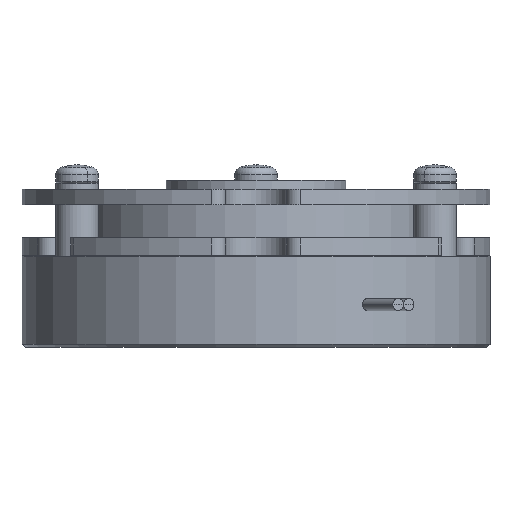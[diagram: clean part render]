
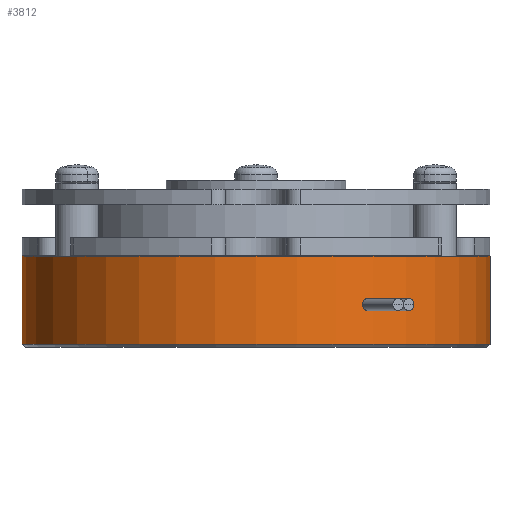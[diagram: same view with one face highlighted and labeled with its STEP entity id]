
A CAD part, front view. The second image highlights one B-rep face of the part: STEP entity #3812.
In plain terms, the highlighted cylindrical face has radius 38.5 mm (diameter 77 mm), a partial arc.
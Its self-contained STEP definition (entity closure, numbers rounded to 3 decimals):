
#260 = FACE_OUTER_BOUND ( 'NONE', #3853, .T. ) ;
#315 = DIRECTION ( 'NONE',  ( -1., 0., 0. ) ) ;
#316 = DIRECTION ( 'NONE',  ( 0., 0., -1. ) ) ;
#317 = CARTESIAN_POINT ( 'NONE',  ( 0., 0., 15. ) ) ;
#318 = AXIS2_PLACEMENT_3D ( 'NONE', #317, #316, #315 ) ;
#319 = CYLINDRICAL_SURFACE ( 'NONE', #318, 38.5 ) ;
#862 = CARTESIAN_POINT ( 'NONE',  ( -38.5, 0., 15. ) ) ;
#875 = CARTESIAN_POINT ( 'NONE',  ( 38.5, 0., 15. ) ) ;
#882 = LINE ( 'NONE', #888, #887 ) ;
#886 = DIRECTION ( 'NONE',  ( 0., 0., -1. ) ) ;
#887 = VECTOR ( 'NONE', #886, 1000. ) ;
#888 = CARTESIAN_POINT ( 'NONE',  ( 38.5, 0., 15. ) ) ;
#1072 = EDGE_CURVE ( 'NONE', #1449, #3196, #1208, .T. ) ;
#1122 = DIRECTION ( 'NONE',  ( 0., 0., -1. ) ) ;
#1123 = VECTOR ( 'NONE', #1122, 1000. ) ;
#1124 = CARTESIAN_POINT ( 'NONE',  ( -38.5, 0., 15. ) ) ;
#1208 = LINE ( 'NONE', #1124, #1123 ) ;
#1416 = EDGE_CURVE ( 'NONE', #1445, #3221, #882, .T. ) ;
#1445 = VERTEX_POINT ( 'NONE', #875 ) ;
#1449 = VERTEX_POINT ( 'NONE', #862 ) ;
#1969 = CARTESIAN_POINT ( 'NONE',  ( -38.5, 0., 0.5 ) ) ;
#2032 = CARTESIAN_POINT ( 'NONE',  ( 38.5, 0., 0.5 ) ) ;
#2035 = DIRECTION ( 'NONE',  ( 1., 0., 0. ) ) ;
#2038 = CARTESIAN_POINT ( 'NONE',  ( 0., 0., 15. ) ) ;
#2044 = DIRECTION ( 'NONE',  ( 0., 0., 1. ) ) ;
#2048 = CIRCLE ( 'NONE', #2050, 38.5 ) ;
#2050 = AXIS2_PLACEMENT_3D ( 'NONE', #2038, #2044, #2035 ) ;
#3196 = VERTEX_POINT ( 'NONE', #1969 ) ;
#3221 = VERTEX_POINT ( 'NONE', #2032 ) ;
#3234 = EDGE_CURVE ( 'NONE', #1449, #1445, #2048, .T. ) ;
#3812 = ADVANCED_FACE ( 'NONE', ( #260 ), #319, .T. ) ;
#3813 = ORIENTED_EDGE ( 'NONE', *, *, #1072, .T. ) ;
#3814 = ORIENTED_EDGE ( 'NONE', *, *, #4567, .T. ) ;
#3839 = ORIENTED_EDGE ( 'NONE', *, *, #1416, .F. ) ;
#3853 = EDGE_LOOP ( 'NONE', ( #3839, #3855, #3813, #3814 ) ) ;
#3855 = ORIENTED_EDGE ( 'NONE', *, *, #3234, .F. ) ;
#4039 = DIRECTION ( 'NONE',  ( 1., 0., 0. ) ) ;
#4040 = DIRECTION ( 'NONE',  ( 0., 0., 1. ) ) ;
#4041 = CARTESIAN_POINT ( 'NONE',  ( 0., 0., 0.5 ) ) ;
#4042 = AXIS2_PLACEMENT_3D ( 'NONE', #4041, #4040, #4039 ) ;
#4046 = CIRCLE ( 'NONE', #4042, 38.5 ) ;
#4567 = EDGE_CURVE ( 'NONE', #3196, #3221, #4046, .T. ) ;
